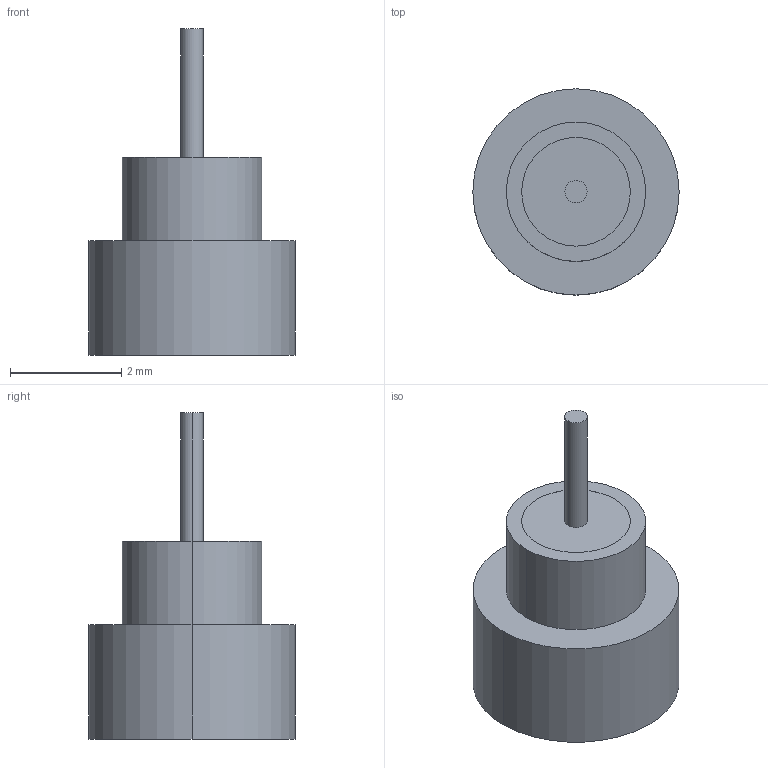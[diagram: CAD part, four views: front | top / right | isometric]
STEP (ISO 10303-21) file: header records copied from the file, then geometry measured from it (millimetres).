
FILE_DESCRIPTION (( 'STEP AP203' ), '1' );
FILE_NAME ('26.STEP', '2020-03-04T08:11:38', ( '' ), ( '' ), 'SwSTEP 2.0', 'SolidWorks 2017', '' );
FILE_SCHEMA (( 'CONFIG_CONTROL_DESIGN' ));
Length unit declared in the file: millimetre
Products named in the file (1): 26
Bounding box: 3.7 x 3.7 x 5.85 mm (x, y, z)
Volume: 16.9 mm3; surface area: 78 mm2
Topology: 1 solids, 1 shells, 30 faces, 58 edges, 36 vertices
Faces by surface type: cylinder 16, plane 8, cone 4, torus 2
Entity records: 853 total; most frequent: DIRECTION 158, CARTESIAN_POINT 125, ORIENTED_EDGE 116, AXIS2_PLACEMENT_3D 69, EDGE_CURVE 58, CIRCLE 38, VERTEX_POINT 36, EDGE_LOOP 36
